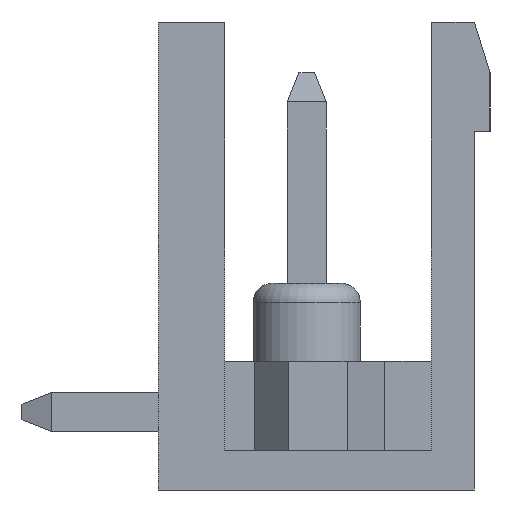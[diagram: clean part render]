
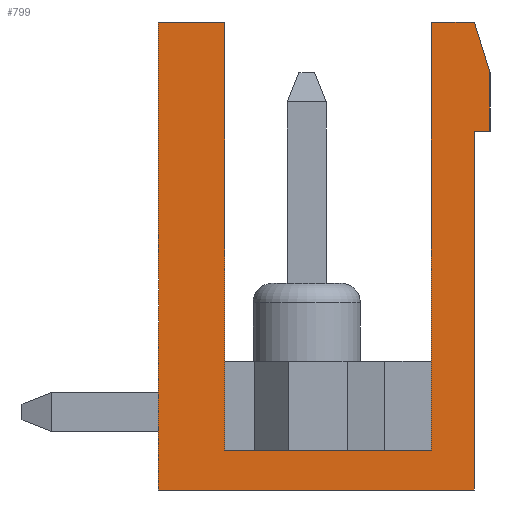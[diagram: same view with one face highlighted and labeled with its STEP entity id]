
A CAD part, left-side view. The second image highlights one B-rep face of the part: STEP entity #799.
In plain terms, the highlighted planar face has unit normal (-1, 0, 0).
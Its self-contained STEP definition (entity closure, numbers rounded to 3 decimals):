
#799 = ADVANCED_FACE( '', ( #1793 ), #1794, .F. );
#1793 = FACE_OUTER_BOUND( '', #3036, .T. );
#1794 = PLANE( '', #3037 );
#3036 = EDGE_LOOP( '', ( #5132, #5133, #5134, #5135, #5136, #5137, #5138, #5139, #5140, #5141, #5142 ) );
#3037 = AXIS2_PLACEMENT_3D( '', #5143, #5144, #5145 );
#5132 = ORIENTED_EDGE( '', *, *, #8434, .T. );
#5133 = ORIENTED_EDGE( '', *, *, #8228, .F. );
#5134 = ORIENTED_EDGE( '', *, *, #8330, .F. );
#5135 = ORIENTED_EDGE( '', *, *, #8435, .F. );
#5136 = ORIENTED_EDGE( '', *, *, #8436, .T. );
#5137 = ORIENTED_EDGE( '', *, *, #8437, .F. );
#5138 = ORIENTED_EDGE( '', *, *, #7736, .F. );
#5139 = ORIENTED_EDGE( '', *, *, #8401, .F. );
#5140 = ORIENTED_EDGE( '', *, *, #8438, .T. );
#5141 = ORIENTED_EDGE( '', *, *, #8439, .T. );
#5142 = ORIENTED_EDGE( '', *, *, #8440, .F. );
#5143 = CARTESIAN_POINT( '', ( -27.94, 0., 0. ) );
#5144 = DIRECTION( '', ( 1., 0., 0. ) );
#5145 = DIRECTION( '', ( 0., 0., -1. ) );
#7736 = EDGE_CURVE( '', #9285, #9286, #9287, .T. );
#8228 = EDGE_CURVE( '', #10142, #10143, #10144, .T. );
#8330 = EDGE_CURVE( '', #10313, #10142, #10315, .T. );
#8401 = EDGE_CURVE( '', #10421, #9285, #10422, .T. );
#8434 = EDGE_CURVE( '', #10471, #10143, #10472, .T. );
#8435 = EDGE_CURVE( '', #10473, #10313, #10474, .T. );
#8436 = EDGE_CURVE( '', #10473, #10475, #10476, .T. );
#8437 = EDGE_CURVE( '', #9286, #10475, #10477, .T. );
#8438 = EDGE_CURVE( '', #10421, #10478, #10479, .T. );
#8439 = EDGE_CURVE( '', #10478, #10480, #10481, .T. );
#8440 = EDGE_CURVE( '', #10471, #10480, #10482, .T. );
#9285 = VERTEX_POINT( '', #11572 );
#9286 = VERTEX_POINT( '', #11573 );
#9287 = LINE( '', #11574, #11575 );
#10142 = VERTEX_POINT( '', #12810 );
#10143 = VERTEX_POINT( '', #12811 );
#10144 = LINE( '', #12812, #12813 );
#10313 = VERTEX_POINT( '', #13072 );
#10315 = LINE( '', #13075, #13076 );
#10421 = VERTEX_POINT( '', #13235 );
#10422 = LINE( '', #13236, #13237 );
#10471 = VERTEX_POINT( '', #13309 );
#10472 = LINE( '', #13310, #13311 );
#10473 = VERTEX_POINT( '', #13312 );
#10474 = LINE( '', #13313, #13314 );
#10475 = VERTEX_POINT( '', #13315 );
#10476 = LINE( '', #13316, #13317 );
#10477 = LINE( '', #13318, #13319 );
#10478 = VERTEX_POINT( '', #13320 );
#10479 = LINE( '', #13321, #13322 );
#10480 = VERTEX_POINT( '', #13323 );
#10481 = LINE( '', #13324, #13325 );
#10482 = LINE( '', #13326, #13327 );
#11572 = CARTESIAN_POINT( '', ( -27.94, 4.05, -6. ) );
#11573 = CARTESIAN_POINT( '', ( -27.94, 4.05, 6. ) );
#11574 = CARTESIAN_POINT( '', ( -27.94, 4.05, -6. ) );
#11575 = VECTOR( '', #14762, 1000. );
#12810 = CARTESIAN_POINT( '', ( -27.94, -2.95, 6. ) );
#12811 = CARTESIAN_POINT( '', ( -27.94, -4.05, 6. ) );
#12812 = CARTESIAN_POINT( '', ( -27.94, 4.05, 6. ) );
#12813 = VECTOR( '', #15230, 1000. );
#13072 = CARTESIAN_POINT( '', ( -27.94, -2.95, -5. ) );
#13075 = CARTESIAN_POINT( '', ( -27.94, -2.95, -5. ) );
#13076 = VECTOR( '', #15325, 1000. );
#13235 = CARTESIAN_POINT( '', ( -27.94, -4.05, -6. ) );
#13236 = CARTESIAN_POINT( '', ( -27.94, -4.45, -6. ) );
#13237 = VECTOR( '', #15385, 1000. );
#13309 = CARTESIAN_POINT( '', ( -27.94, -4.45, 4.7 ) );
#13310 = CARTESIAN_POINT( '', ( -27.94, -4.45, 4.7 ) );
#13311 = VECTOR( '', #15409, 1000. );
#13312 = CARTESIAN_POINT( '', ( -27.94, 2.35, -5. ) );
#13313 = CARTESIAN_POINT( '', ( -27.94, 2.35, -5. ) );
#13314 = VECTOR( '', #15410, 1000. );
#13315 = CARTESIAN_POINT( '', ( -27.94, 2.35, 6. ) );
#13316 = CARTESIAN_POINT( '', ( -27.94, 2.35, -5. ) );
#13317 = VECTOR( '', #15411, 1000. );
#13318 = CARTESIAN_POINT( '', ( -27.94, 4.05, 6. ) );
#13319 = VECTOR( '', #15412, 1000. );
#13320 = CARTESIAN_POINT( '', ( -27.94, -4.05, 3.2 ) );
#13321 = CARTESIAN_POINT( '', ( -27.94, -4.05, -6. ) );
#13322 = VECTOR( '', #15413, 1000. );
#13323 = CARTESIAN_POINT( '', ( -27.94, -4.45, 3.2 ) );
#13324 = CARTESIAN_POINT( '', ( -27.94, -4.05, 3.2 ) );
#13325 = VECTOR( '', #15414, 1000. );
#13326 = CARTESIAN_POINT( '', ( -27.94, -4.45, 6. ) );
#13327 = VECTOR( '', #15415, 1000. );
#14762 = DIRECTION( '', ( 0., 0., 1. ) );
#15230 = DIRECTION( '', ( 0., -1., 0. ) );
#15325 = DIRECTION( '', ( 0., 0., 1. ) );
#15385 = DIRECTION( '', ( 0., 1., 0. ) );
#15409 = DIRECTION( '', ( 0., 0.294, 0.956 ) );
#15410 = DIRECTION( '', ( 0., -1., 0. ) );
#15411 = DIRECTION( '', ( 0., 0., 1. ) );
#15412 = DIRECTION( '', ( 0., -1., 0. ) );
#15413 = DIRECTION( '', ( 0., 0., 1. ) );
#15414 = DIRECTION( '', ( 0., -1., 0. ) );
#15415 = DIRECTION( '', ( 0., 0., -1. ) );
